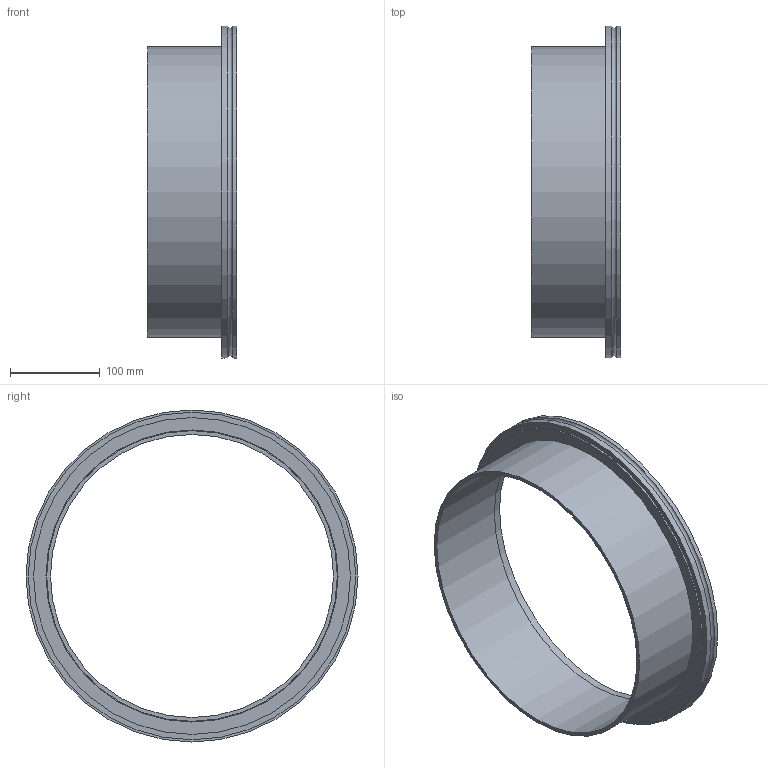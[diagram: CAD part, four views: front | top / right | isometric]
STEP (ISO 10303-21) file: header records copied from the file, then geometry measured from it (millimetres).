
FILE_DESCRIPTION((''),'2;1');
FILE_NAME('100760432.ipt.stp','2013-06-25T15:20:22',(''),(''),'Autodesk Inventor 2013','Autodesk Inventor 2013','');
FILE_SCHEMA(('AUTOMOTIVE_DESIGN { 1 0 10303 214 1 1 1 1 }'));
Length unit declared in the file: inch
Products named in the file (1): 100760432
Bounding box: 100.18 x 370 x 370 mm (x, y, z)
Volume: 802984.1 mm3; surface area: 286700.6 mm2
Topology: 1 solids, 1 shells, 19 faces, 31 edges, 19 vertices
Faces by surface type: cylinder 8, plane 7, torus 2, cone 2
Full cylindrical faces by diameter (mm): 315.468 x1, 318.186 x1, 323.85 x1, 325.501 x1, 353.035 x1, 365.023 x1, 370.002 x2
Entity records: 416 total; most frequent: DIRECTION 78, CARTESIAN_POINT 58, AXIS2_PLACEMENT_3D 39, ORIENTED_EDGE 38, EDGE_LOOP 38, VERTEX_POINT 19, CIRCLE 19, EDGE_CURVE 19
